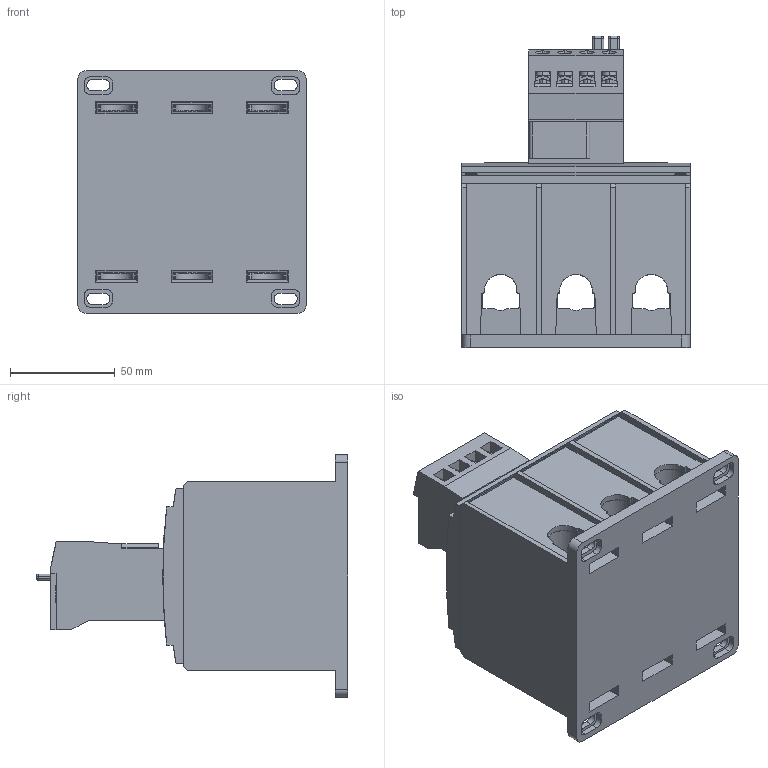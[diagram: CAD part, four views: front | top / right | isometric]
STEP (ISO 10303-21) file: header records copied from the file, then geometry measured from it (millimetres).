
FILE_DESCRIPTION (( 'STEP AP214' ), '1' );
FILE_NAME ('XTOE175GGSP.step', '2019-09-03T15:42:06', ( '' ), ( '' ), 'SwSTEP 2.0', 'SolidWorks 2018', '' );
FILE_SCHEMA (( 'AUTOMOTIVE_DESIGN' ));
Length unit declared in the file: millimetre
Products named in the file (1): XTOE175GGSP
Bounding box: 109 x 148.75 x 116 mm (x, y, z)
Volume: 824854.9 mm3; surface area: 117774 mm2
Topology: 25 solids, 25 shells, 1031 faces, 2768 edges, 1792 vertices
Faces by surface type: plane 665, cylinder 188, bspline 124, cone 32, torus 14, sphere 8
Entity records: 37124 total; most frequent: CARTESIAN_POINT 12228, ORIENTED_EDGE 5520, DIRECTION 4496, EDGE_CURVE 2760, LINE 1924, VECTOR 1924, VERTEX_POINT 1792, AXIS2_PLACEMENT_3D 1286
